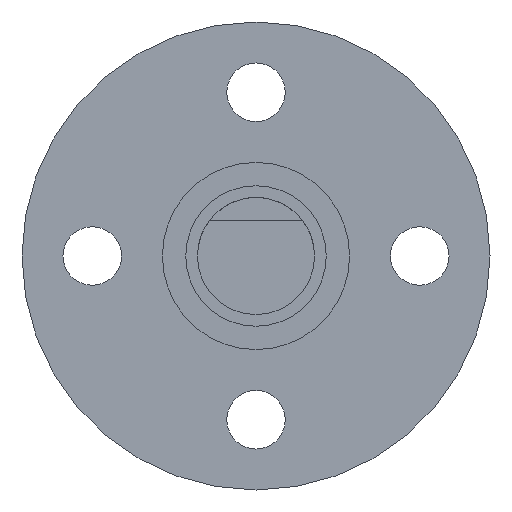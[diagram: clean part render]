
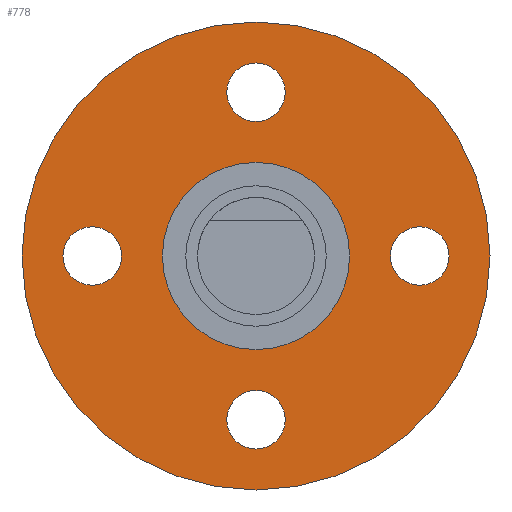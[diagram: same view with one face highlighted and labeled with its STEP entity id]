
A CAD part, front view. The second image highlights one B-rep face of the part: STEP entity #778.
In plain terms, the highlighted planar face has unit normal (0, -1, 0).
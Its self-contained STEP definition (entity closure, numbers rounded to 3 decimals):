
#7 = ORIENTED_EDGE ( 'NONE', *, *, #864, .F. ) ;
#8 = DIRECTION ( 'NONE',  ( 0., 1., 0. ) ) ;
#9 = FACE_BOUND ( 'NONE', #173, .T. ) ;
#10 = EDGE_LOOP ( 'NONE', ( #628, #434 ) ) ;
#36 = FACE_BOUND ( 'NONE', #554, .T. ) ;
#53 = EDGE_CURVE ( 'NONE', #641, #930, #957, .T. ) ;
#67 = CARTESIAN_POINT ( 'NONE',  ( -1.786, 9.978, 7. ) ) ;
#70 = CARTESIAN_POINT ( 'NONE',  ( 2.214, 9.978, 0. ) ) ;
#79 = EDGE_CURVE ( 'NONE', #930, #641, #722, .T. ) ;
#89 = DIRECTION ( 'NONE',  ( 0., -1., 0. ) ) ;
#118 = CARTESIAN_POINT ( 'NONE',  ( -5.786, 9.978, 0. ) ) ;
#121 = CARTESIAN_POINT ( 'NONE',  ( -8.786, 9.978, 0. ) ) ;
#126 = DIRECTION ( 'NONE',  ( 0., -1., 0. ) ) ;
#136 = ORIENTED_EDGE ( 'NONE', *, *, #53, .F. ) ;
#139 = FACE_BOUND ( 'NONE', #975, .T. ) ;
#156 = VERTEX_POINT ( 'NONE', #408 ) ;
#163 = CARTESIAN_POINT ( 'NONE',  ( 2.214, 9.978, 0. ) ) ;
#165 = PLANE ( 'NONE',  #985 ) ;
#171 = CARTESIAN_POINT ( 'NONE',  ( -1.786, 9.978, 7. ) ) ;
#173 = EDGE_LOOP ( 'NONE', ( #858, #848 ) ) ;
#207 = DIRECTION ( 'NONE',  ( -1., 0., 0. ) ) ;
#209 = AXIS2_PLACEMENT_3D ( 'NONE', #759, #427, #964 ) ;
#221 = CIRCLE ( 'NONE', #209, 1.25 ) ;
#224 = CIRCLE ( 'NONE', #341, 1.25 ) ;
#229 = EDGE_CURVE ( 'NONE', #922, #689, #221, .T. ) ;
#234 = ORIENTED_EDGE ( 'NONE', *, *, #612, .F. ) ;
#241 = AXIS2_PLACEMENT_3D ( 'NONE', #67, #1011, #564 ) ;
#245 = ORIENTED_EDGE ( 'NONE', *, *, #683, .F. ) ;
#289 = CARTESIAN_POINT ( 'NONE',  ( 5.214, 9.978, -1.25 ) ) ;
#293 = AXIS2_PLACEMENT_3D ( 'NONE', #963, #441, #522 ) ;
#294 = CIRCLE ( 'NONE', #438, 4. ) ;
#308 = VERTEX_POINT ( 'NONE', #70 ) ;
#311 = AXIS2_PLACEMENT_3D ( 'NONE', #773, #991, #207 ) ;
#319 = CARTESIAN_POINT ( 'NONE',  ( 5.214, 9.978, 0. ) ) ;
#331 = CIRCLE ( 'NONE', #444, 1.25 ) ;
#335 = CARTESIAN_POINT ( 'NONE',  ( -1.786, 9.978, -8.25 ) ) ;
#341 = AXIS2_PLACEMENT_3D ( 'NONE', #319, #400, #788 ) ;
#345 = CIRCLE ( 'NONE', #942, 1.25 ) ;
#362 = CARTESIAN_POINT ( 'NONE',  ( 8.214, 9.978, 0. ) ) ;
#400 = DIRECTION ( 'NONE',  ( 0., -1., 0. ) ) ;
#408 = CARTESIAN_POINT ( 'NONE',  ( -1.786, 9.978, -5.75 ) ) ;
#423 = DIRECTION ( 'NONE',  ( 0., 0., -1. ) ) ;
#427 = DIRECTION ( 'NONE',  ( 0., -1., 0. ) ) ;
#429 = EDGE_CURVE ( 'NONE', #878, #156, #331, .T. ) ;
#434 = ORIENTED_EDGE ( 'NONE', *, *, #781, .F. ) ;
#438 = AXIS2_PLACEMENT_3D ( 'NONE', #489, #786, #937 ) ;
#441 = DIRECTION ( 'NONE',  ( 0., 1., 0. ) ) ;
#444 = AXIS2_PLACEMENT_3D ( 'NONE', #880, #950, #719 ) ;
#464 = FACE_BOUND ( 'NONE', #737, .T. ) ;
#483 = ORIENTED_EDGE ( 'NONE', *, *, #487, .T. ) ;
#487 = EDGE_CURVE ( 'NONE', #953, #308, #868, .T. ) ;
#489 = CARTESIAN_POINT ( 'NONE',  ( -1.786, 9.978, 0. ) ) ;
#492 = DIRECTION ( 'NONE',  ( 0., 1., 0. ) ) ;
#498 = AXIS2_PLACEMENT_3D ( 'NONE', #844, #907, #841 ) ;
#522 = DIRECTION ( 'NONE',  ( -1., 0., 0. ) ) ;
#536 = CARTESIAN_POINT ( 'NONE',  ( -1.786, 9.978, 5.75 ) ) ;
#545 = AXIS2_PLACEMENT_3D ( 'NONE', #801, #887, #592 ) ;
#553 = CARTESIAN_POINT ( 'NONE',  ( 5.214, 9.978, 1.25 ) ) ;
#554 = EDGE_LOOP ( 'NONE', ( #483, #723 ) ) ;
#561 = CARTESIAN_POINT ( 'NONE',  ( -8.786, 9.978, 1.25 ) ) ;
#562 = AXIS2_PLACEMENT_3D ( 'NONE', #171, #89, #423 ) ;
#564 = DIRECTION ( 'NONE',  ( 0., 0., -1. ) ) ;
#584 = EDGE_CURVE ( 'NONE', #642, #1001, #959, .T. ) ;
#592 = DIRECTION ( 'NONE',  ( 0., 0., -1. ) ) ;
#612 = EDGE_CURVE ( 'NONE', #617, #685, #780, .T. ) ;
#617 = VERTEX_POINT ( 'NONE', #289 ) ;
#628 = ORIENTED_EDGE ( 'NONE', *, *, #584, .F. ) ;
#640 = EDGE_CURVE ( 'NONE', #689, #922, #345, .T. ) ;
#641 = VERTEX_POINT ( 'NONE', #536 ) ;
#642 = VERTEX_POINT ( 'NONE', #696 ) ;
#650 = ORIENTED_EDGE ( 'NONE', *, *, #429, .F. ) ;
#671 = CARTESIAN_POINT ( 'NONE',  ( -1.786, 9.978, 0. ) ) ;
#683 = EDGE_CURVE ( 'NONE', #685, #617, #224, .T. ) ;
#685 = VERTEX_POINT ( 'NONE', #553 ) ;
#689 = VERTEX_POINT ( 'NONE', #561 ) ;
#696 = CARTESIAN_POINT ( 'NONE',  ( -11.786, 9.978, 0. ) ) ;
#719 = DIRECTION ( 'NONE',  ( 0., 0., -1. ) ) ;
#722 = CIRCLE ( 'NONE', #562, 1.25 ) ;
#723 = ORIENTED_EDGE ( 'NONE', *, *, #730, .T. ) ;
#730 = EDGE_CURVE ( 'NONE', #308, #953, #294, .T. ) ;
#737 = EDGE_LOOP ( 'NONE', ( #234, #245 ) ) ;
#745 = CARTESIAN_POINT ( 'NONE',  ( -8.786, 9.978, -1.25 ) ) ;
#747 = EDGE_LOOP ( 'NONE', ( #136, #1016 ) ) ;
#753 = FACE_OUTER_BOUND ( 'NONE', #10, .T. ) ;
#759 = CARTESIAN_POINT ( 'NONE',  ( -8.786, 9.978, 0. ) ) ;
#763 = CIRCLE ( 'NONE', #797, 10. ) ;
#773 = CARTESIAN_POINT ( 'NONE',  ( -1.786, 9.978, 0. ) ) ;
#778 = ADVANCED_FACE ( 'NONE', ( #9, #139, #464, #753, #36, #932 ), #165, .F. ) ;
#780 = CIRCLE ( 'NONE', #498, 1.25 ) ;
#781 = EDGE_CURVE ( 'NONE', #1001, #642, #763, .T. ) ;
#786 = DIRECTION ( 'NONE',  ( 0., 1., 0. ) ) ;
#788 = DIRECTION ( 'NONE',  ( 0., 0., -1. ) ) ;
#797 = AXIS2_PLACEMENT_3D ( 'NONE', #671, #8, #872 ) ;
#801 = CARTESIAN_POINT ( 'NONE',  ( -1.786, 9.978, -7. ) ) ;
#834 = CARTESIAN_POINT ( 'NONE',  ( -1.786, 9.978, 8.25 ) ) ;
#841 = DIRECTION ( 'NONE',  ( 0., 0., -1. ) ) ;
#844 = CARTESIAN_POINT ( 'NONE',  ( 5.214, 9.978, 0. ) ) ;
#848 = ORIENTED_EDGE ( 'NONE', *, *, #640, .F. ) ;
#858 = ORIENTED_EDGE ( 'NONE', *, *, #229, .F. ) ;
#864 = EDGE_CURVE ( 'NONE', #156, #878, #865, .T. ) ;
#865 = CIRCLE ( 'NONE', #545, 1.25 ) ;
#868 = CIRCLE ( 'NONE', #293, 4. ) ;
#872 = DIRECTION ( 'NONE',  ( -1., 0., 0. ) ) ;
#878 = VERTEX_POINT ( 'NONE', #335 ) ;
#880 = CARTESIAN_POINT ( 'NONE',  ( -1.786, 9.978, -7. ) ) ;
#887 = DIRECTION ( 'NONE',  ( 0., -1., 0. ) ) ;
#907 = DIRECTION ( 'NONE',  ( 0., -1., 0. ) ) ;
#912 = DIRECTION ( 'NONE',  ( 0., 0., -1. ) ) ;
#922 = VERTEX_POINT ( 'NONE', #745 ) ;
#930 = VERTEX_POINT ( 'NONE', #834 ) ;
#932 = FACE_BOUND ( 'NONE', #747, .T. ) ;
#937 = DIRECTION ( 'NONE',  ( -1., 0., 0. ) ) ;
#942 = AXIS2_PLACEMENT_3D ( 'NONE', #121, #126, #912 ) ;
#948 = DIRECTION ( 'NONE',  ( -1., 0., 0. ) ) ;
#950 = DIRECTION ( 'NONE',  ( 0., -1., 0. ) ) ;
#953 = VERTEX_POINT ( 'NONE', #118 ) ;
#957 = CIRCLE ( 'NONE', #241, 1.25 ) ;
#959 = CIRCLE ( 'NONE', #311, 10. ) ;
#963 = CARTESIAN_POINT ( 'NONE',  ( -1.786, 9.978, 0. ) ) ;
#964 = DIRECTION ( 'NONE',  ( 0., 0., -1. ) ) ;
#975 = EDGE_LOOP ( 'NONE', ( #650, #7 ) ) ;
#985 = AXIS2_PLACEMENT_3D ( 'NONE', #163, #492, #948 ) ;
#991 = DIRECTION ( 'NONE',  ( 0., 1., 0. ) ) ;
#1001 = VERTEX_POINT ( 'NONE', #362 ) ;
#1011 = DIRECTION ( 'NONE',  ( 0., -1., 0. ) ) ;
#1016 = ORIENTED_EDGE ( 'NONE', *, *, #79, .F. ) ;
